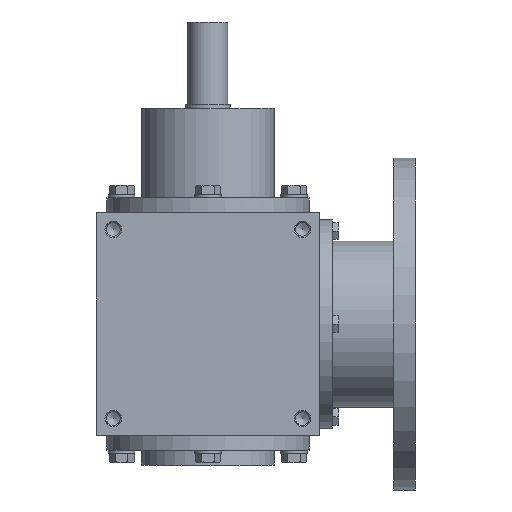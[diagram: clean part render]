
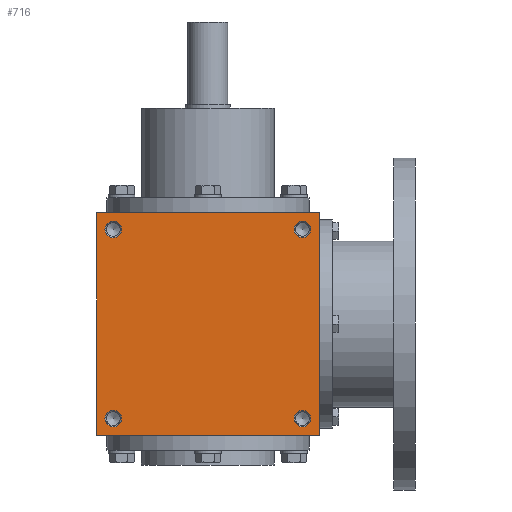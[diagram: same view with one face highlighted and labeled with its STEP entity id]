
A CAD part, front view. The second image highlights one B-rep face of the part: STEP entity #716.
In plain terms, the highlighted planar face has unit normal (0, -1, 0).
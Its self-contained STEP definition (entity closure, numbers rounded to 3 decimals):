
#716 = ADVANCED_FACE( '', ( #1467, #1468, #1469, #1470, #1471 ), #1472, .F. );
#1467 = FACE_BOUND( '', #2200, .T. );
#1468 = FACE_BOUND( '', #2201, .T. );
#1469 = FACE_BOUND( '', #2202, .T. );
#1470 = FACE_BOUND( '', #2203, .T. );
#1471 = FACE_OUTER_BOUND( '', #2204, .T. );
#1472 = PLANE( '', #2205 );
#2200 = EDGE_LOOP( '', ( #3486 ) );
#2201 = EDGE_LOOP( '', ( #3487 ) );
#2202 = EDGE_LOOP( '', ( #3488 ) );
#2203 = EDGE_LOOP( '', ( #3489 ) );
#2204 = EDGE_LOOP( '', ( #3490, #3491, #3492, #3493 ) );
#2205 = AXIS2_PLACEMENT_3D( '', #3494, #3495, #3496 );
#3486 = ORIENTED_EDGE( '', *, *, #4156, .T. );
#3487 = ORIENTED_EDGE( '', *, *, #3976, .T. );
#3488 = ORIENTED_EDGE( '', *, *, #3980, .F. );
#3489 = ORIENTED_EDGE( '', *, *, #3879, .F. );
#3490 = ORIENTED_EDGE( '', *, *, #4157, .T. );
#3491 = ORIENTED_EDGE( '', *, *, #4041, .F. );
#3492 = ORIENTED_EDGE( '', *, *, #4151, .F. );
#3493 = ORIENTED_EDGE( '', *, *, #3834, .T. );
#3494 = CARTESIAN_POINT( '', ( -67., -67., 67. ) );
#3495 = DIRECTION( '', ( 0., 1., 0. ) );
#3496 = DIRECTION( '', ( 0., 0., 1. ) );
#3834 = EDGE_CURVE( '', #4457, #4455, #4458, .T. );
#3879 = EDGE_CURVE( '', #4530, #4530, #4531, .T. );
#3976 = EDGE_CURVE( '', #4665, #4665, #4666, .T. );
#3980 = EDGE_CURVE( '', #4669, #4669, #4670, .T. );
#4041 = EDGE_CURVE( '', #4754, #4749, #4756, .T. );
#4151 = EDGE_CURVE( '', #4457, #4754, #4879, .T. );
#4156 = EDGE_CURVE( '', #4886, #4886, #4887, .T. );
#4157 = EDGE_CURVE( '', #4455, #4749, #4888, .T. );
#4455 = VERTEX_POINT( '', #5255 );
#4457 = VERTEX_POINT( '', #5258 );
#4458 = LINE( '', #5259, #5260 );
#4530 = VERTEX_POINT( '', #5362 );
#4531 = CIRCLE( '', #5363, 5. );
#4665 = VERTEX_POINT( '', #5554 );
#4666 = CIRCLE( '', #5555, 5. );
#4669 = VERTEX_POINT( '', #5558 );
#4670 = CIRCLE( '', #5559, 5. );
#4749 = VERTEX_POINT( '', #5690 );
#4754 = VERTEX_POINT( '', #5697 );
#4756 = LINE( '', #5700, #5701 );
#4879 = LINE( '', #5858, #5859 );
#4886 = VERTEX_POINT( '', #5866 );
#4887 = CIRCLE( '', #5867, 5. );
#4888 = LINE( '', #5868, #5869 );
#5255 = CARTESIAN_POINT( '', ( -67., -67., -67. ) );
#5258 = CARTESIAN_POINT( '', ( -67., -67., 67. ) );
#5259 = CARTESIAN_POINT( '', ( -67., -67., 67. ) );
#5260 = VECTOR( '', #6186, 1000. );
#5362 = CARTESIAN_POINT( '', ( 57., -67., 52. ) );
#5363 = AXIS2_PLACEMENT_3D( '', #6252, #6253, #6254 );
#5554 = CARTESIAN_POINT( '', ( -57., -67., 62. ) );
#5555 = AXIS2_PLACEMENT_3D( '', #6406, #6407, #6408 );
#5558 = CARTESIAN_POINT( '', ( 57., -67., -62. ) );
#5559 = AXIS2_PLACEMENT_3D( '', #6409, #6410, #6411 );
#5690 = CARTESIAN_POINT( '', ( 67., -67., -67. ) );
#5697 = CARTESIAN_POINT( '', ( 67., -67., 67. ) );
#5700 = CARTESIAN_POINT( '', ( 67., -67., 67. ) );
#5701 = VECTOR( '', #6499, 1000. );
#5858 = CARTESIAN_POINT( '', ( -67., -67., 67. ) );
#5859 = VECTOR( '', #6612, 1000. );
#5866 = CARTESIAN_POINT( '', ( -57., -67., -52. ) );
#5867 = AXIS2_PLACEMENT_3D( '', #6619, #6620, #6621 );
#5868 = CARTESIAN_POINT( '', ( -67., -67., -67. ) );
#5869 = VECTOR( '', #6622, 1000. );
#6186 = DIRECTION( '', ( 0., 0., -1. ) );
#6252 = CARTESIAN_POINT( '', ( 57., -67., 57. ) );
#6253 = DIRECTION( '', ( 0., -1., 0. ) );
#6254 = DIRECTION( '', ( 0., 0., -1. ) );
#6406 = CARTESIAN_POINT( '', ( -57., -67., 57. ) );
#6407 = DIRECTION( '', ( 0., 1., 0. ) );
#6408 = DIRECTION( '', ( 0., 0., 1. ) );
#6409 = CARTESIAN_POINT( '', ( 57., -67., -57. ) );
#6410 = DIRECTION( '', ( 0., -1., 0. ) );
#6411 = DIRECTION( '', ( 0., 0., -1. ) );
#6499 = DIRECTION( '', ( 0., 0., -1. ) );
#6612 = DIRECTION( '', ( 1., 0., 0. ) );
#6619 = CARTESIAN_POINT( '', ( -57., -67., -57. ) );
#6620 = DIRECTION( '', ( 0., 1., 0. ) );
#6621 = DIRECTION( '', ( 0., 0., 1. ) );
#6622 = DIRECTION( '', ( 1., 0., 0. ) );
